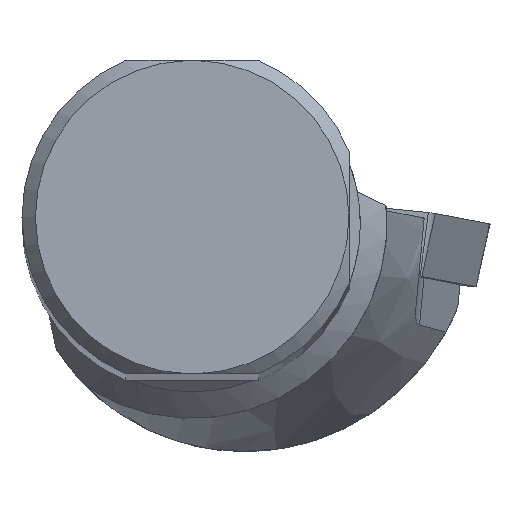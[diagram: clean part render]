
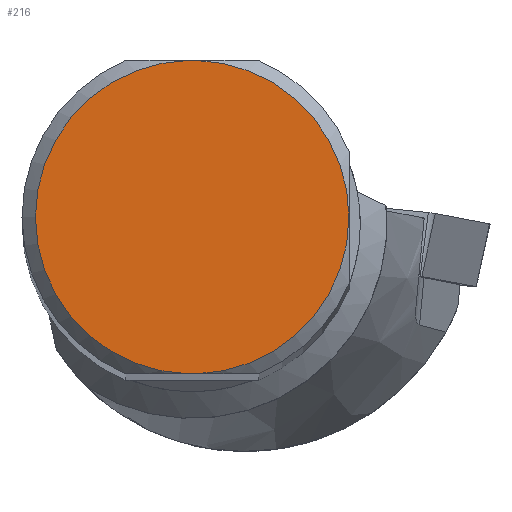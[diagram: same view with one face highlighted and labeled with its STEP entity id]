
A CAD part, top view. The second image highlights one B-rep face of the part: STEP entity #216.
In plain terms, the highlighted planar face has unit normal (0, 0, 1).
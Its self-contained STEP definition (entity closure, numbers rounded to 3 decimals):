
#164=FACE_OUTER_BOUND('',#438,.T.);
#216=ADVANCED_FACE('',(#164),#248,.T.);
#248=PLANE('',#1198);
#306=LINE('',#1971,#363);
#307=LINE('',#1975,#364);
#363=VECTOR('',#1436,1.);
#364=VECTOR('',#1439,1.);
#438=EDGE_LOOP('',(#643,#644,#645,#646));
#643=ORIENTED_EDGE('',*,*,#960,.T.);
#644=ORIENTED_EDGE('',*,*,#961,.F.);
#645=ORIENTED_EDGE('',*,*,#962,.T.);
#646=ORIENTED_EDGE('',*,*,#954,.F.);
#831=VERTEX_POINT('',#1953);
#832=VERTEX_POINT('',#1955);
#834=VERTEX_POINT('',#1972);
#835=VERTEX_POINT('',#1974);
#954=EDGE_CURVE('',#831,#832,#1012,.T.);
#960=EDGE_CURVE('',#831,#834,#306,.T.);
#961=EDGE_CURVE('',#835,#834,#1014,.T.);
#962=EDGE_CURVE('',#835,#832,#307,.T.);
#1012=CIRCLE('',#1192,5.843);
#1014=CIRCLE('',#1197,5.843);
#1192=AXIS2_PLACEMENT_3D('',#1954,#1424,#1425);
#1197=AXIS2_PLACEMENT_3D('',#1973,#1437,#1438);
#1198=AXIS2_PLACEMENT_3D('',#1976,#1440,#1441);
#1424=DIRECTION('',(0.,0.,-1.));
#1425=DIRECTION('',(-1.,0.,0.));
#1436=DIRECTION('',(1.,0.,0.));
#1437=DIRECTION('',(0.,0.,-1.));
#1438=DIRECTION('',(-1.,0.,0.));
#1439=DIRECTION('',(-1.,0.,0.));
#1440=DIRECTION('',(0.,0.,1.));
#1441=DIRECTION('',(-1.,0.,0.));
#1953=CARTESIAN_POINT('',(-0.171,-5.84,0.));
#1954=CARTESIAN_POINT('',(0.,0.,0.));
#1955=CARTESIAN_POINT('',(-0.171,5.84,0.));
#1971=CARTESIAN_POINT('',(-6.838,-5.84,0.));
#1972=CARTESIAN_POINT('',(0.171,-5.84,0.));
#1973=CARTESIAN_POINT('',(0.,0.,0.));
#1974=CARTESIAN_POINT('',(0.171,5.84,0.));
#1975=CARTESIAN_POINT('',(5.848,5.84,0.));
#1976=CARTESIAN_POINT('',(0.,0.,
0.));
